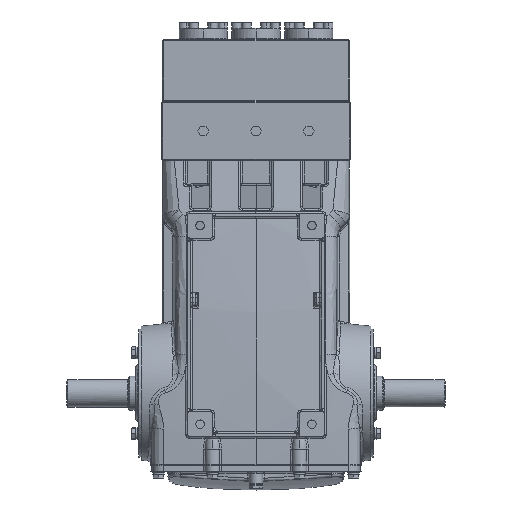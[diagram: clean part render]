
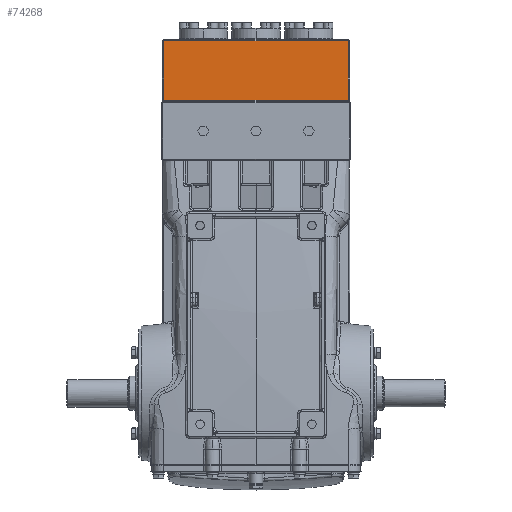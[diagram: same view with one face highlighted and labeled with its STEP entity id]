
A CAD part, front view. The second image highlights one B-rep face of the part: STEP entity #74268.
In plain terms, the highlighted planar face has unit normal (0, -1, 0).
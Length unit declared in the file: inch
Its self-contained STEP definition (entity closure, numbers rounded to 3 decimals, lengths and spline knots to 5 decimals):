
#7198 = CARTESIAN_POINT ( 'NONE',  ( 5.86614, -4.00925, 22.44094 ) ) ;
#8805 = LINE ( 'NONE', #7198, #37260 ) ;
#9951 = ORIENTED_EDGE ( 'NONE', *, *, #49199, .T. ) ;
#10272 = CARTESIAN_POINT ( 'NONE',  ( 5.94488, -4.00925, 22.3622 ) ) ;
#20272 = DIRECTION ( 'NONE',  ( 0., 0., 1. ) ) ;
#21936 = CARTESIAN_POINT ( 'NONE',  ( -5.86614, -4.00925, 18.58268 ) ) ;
#24629 = CARTESIAN_POINT ( 'NONE',  ( 5.94488, -4.00925, 22.44094 ) ) ;
#25263 = DIRECTION ( 'NONE',  ( 0., 0., -1. ) ) ;
#28675 = LINE ( 'NONE', #10272, #52858 ) ;
#29559 = FACE_OUTER_BOUND ( 'NONE', #72895, .T. ) ;
#36879 = DIRECTION ( 'NONE',  ( 0., 1., 0. ) ) ;
#37260 = VECTOR ( 'NONE', #20272, 39.37008 ) ;
#37437 = CARTESIAN_POINT ( 'NONE',  ( 5.94488, -4.00925, 18.58268 ) ) ;
#39037 = DIRECTION ( 'NONE',  ( 1., 0., 0. ) ) ;
#40195 = ORIENTED_EDGE ( 'NONE', *, *, #43273, .T. ) ;
#43273 = EDGE_CURVE ( 'NONE', #67523, #53603, #28675, .T. ) ;
#46495 = CARTESIAN_POINT ( 'NONE',  ( 5.86614, -4.00925, 22.3622 ) ) ;
#47851 = LINE ( 'NONE', #73152, #50361 ) ;
#49199 = EDGE_CURVE ( 'NONE', #50768, #55907, #57006, .T. ) ;
#49452 = DIRECTION ( 'NONE',  ( -1., 0., 0. ) ) ;
#50361 = VECTOR ( 'NONE', #25263, 39.37008 ) ;
#50768 = VERTEX_POINT ( 'NONE', #21936 ) ;
#52858 = VECTOR ( 'NONE', #49452, 39.37008 ) ;
#53603 = VERTEX_POINT ( 'NONE', #80836 ) ;
#54851 = PLANE ( 'NONE',  #58163 ) ;
#55907 = VERTEX_POINT ( 'NONE', #78173 ) ;
#57006 = LINE ( 'NONE', #37437, #67597 ) ;
#57220 = ORIENTED_EDGE ( 'NONE', *, *, #73737, .T. ) ;
#58163 = AXIS2_PLACEMENT_3D ( 'NONE', #24629, #36879, #72855 ) ;
#60927 = ORIENTED_EDGE ( 'NONE', *, *, #74523, .T. ) ;
#67523 = VERTEX_POINT ( 'NONE', #46495 ) ;
#67597 = VECTOR ( 'NONE', #39037, 39.37008 ) ;
#72855 = DIRECTION ( 'NONE',  ( 1., 0., 0. ) ) ;
#72895 = EDGE_LOOP ( 'NONE', ( #40195, #60927, #9951, #57220 ) ) ;
#73152 = CARTESIAN_POINT ( 'NONE',  ( -5.86614, -4.00925, 22.44094 ) ) ;
#73737 = EDGE_CURVE ( 'NONE', #55907, #67523, #8805, .T. ) ;
#74268 = ADVANCED_FACE ( 'NONE', ( #29559 ), #54851, .F. ) ;
#74523 = EDGE_CURVE ( 'NONE', #53603, #50768, #47851, .T. ) ;
#78173 = CARTESIAN_POINT ( 'NONE',  ( 5.86614, -4.00925, 18.58268 ) ) ;
#80836 = CARTESIAN_POINT ( 'NONE',  ( -5.86614, -4.00925, 22.3622 ) ) ;
